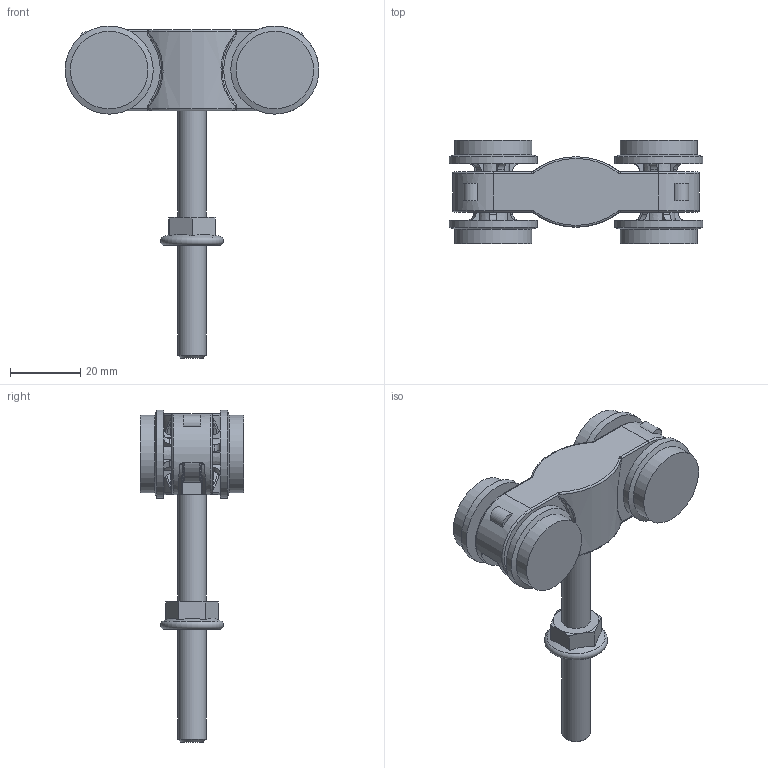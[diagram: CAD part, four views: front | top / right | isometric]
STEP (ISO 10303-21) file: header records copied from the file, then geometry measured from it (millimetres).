
FILE_DESCRIPTION(/* description */ (''),/* implementation_level */ '2;1');
FILE_NAME(/* name */ '11282LXA4.stp',/* time_stamp */ '2023-10-30T14:45:25+01:00',/* author */ ('Giuliano'),/* organization */ (''),/* preprocessor_version */ 'ST-DEVELOPER v18.1',/* originating_system */ 'Autodesk Inventor 2021',/* authorisation */ '');
FILE_SCHEMA (('AUTOMOTIVE_DESIGN { 1 0 10303 214 3 1 1 }'));
Length unit declared in the file: millimetre
Products named in the file (1): 11280LXA2
Bounding box: 72 x 29.4 x 94.2 mm (x, y, z)
Volume: 34525.5 mm3; surface area: 15305.2 mm2
Topology: 1 solids, 1 shells, 311 faces, 813 edges, 518 vertices
Faces by surface type: plane 146, cylinder 96, cone 32, torus 25, bspline 12
Full cylindrical faces by diameter (mm): 5 x4, 8 x2, 22 x4, 25 x4
Entity records: 10441 total; most frequent: CARTESIAN_POINT 2738, ORIENTED_EDGE 1626, DIRECTION 1624, EDGE_CURVE 813, AXIS2_PLACEMENT_3D 599, VERTEX_POINT 518, LINE 426, VECTOR 426
